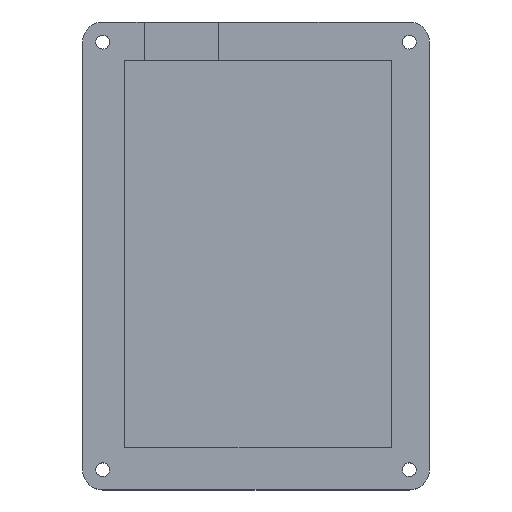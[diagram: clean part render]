
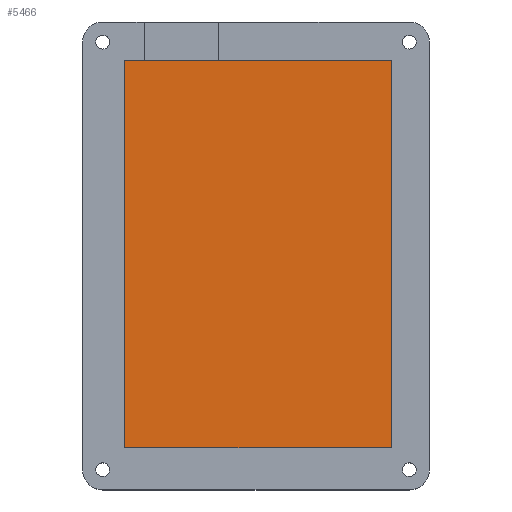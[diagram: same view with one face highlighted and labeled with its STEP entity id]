
A CAD part, top view. The second image highlights one B-rep face of the part: STEP entity #5466.
In plain terms, the highlighted planar face has unit normal (0, 0, 1).
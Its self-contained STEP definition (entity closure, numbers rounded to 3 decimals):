
#889=FACE_OUTER_BOUND('',#1210,.T.);
#1210=EDGE_LOOP('',(#5010,#5011,#5012,#5013));
#1651=LINE('',#10970,#2086);
#1652=LINE('',#10972,#2087);
#1653=LINE('',#10974,#2088);
#1654=LINE('',#10975,#2089);
#2086=VECTOR('',#6295,10.);
#2087=VECTOR('',#6296,10.);
#2088=VECTOR('',#6297,10.);
#2089=VECTOR('',#6298,10.);
#2632=VERTEX_POINT('',#10968);
#2633=VERTEX_POINT('',#10969);
#2634=VERTEX_POINT('',#10971);
#2635=VERTEX_POINT('',#10973);
#3433=EDGE_CURVE('',#2632,#2633,#1651,.T.);
#3434=EDGE_CURVE('',#2634,#2632,#1652,.T.);
#3435=EDGE_CURVE('',#2635,#2634,#1653,.T.);
#3436=EDGE_CURVE('',#2633,#2635,#1654,.T.);
#5010=ORIENTED_EDGE('',*,*,#3433,.F.);
#5011=ORIENTED_EDGE('',*,*,#3434,.F.);
#5012=ORIENTED_EDGE('',*,*,#3435,.F.);
#5013=ORIENTED_EDGE('',*,*,#3436,.F.);
#5179=PLANE('',#5614);
#5466=ADVANCED_FACE('',(#889),#5179,.T.);
#5614=AXIS2_PLACEMENT_3D('',#10967,#6293,#6294);
#6293=DIRECTION('center_axis',(0.,0.,1.));
#6294=DIRECTION('ref_axis',(1.,0.,0.));
#6295=DIRECTION('',(0.,1.,0.));
#6296=DIRECTION('',(-1.,0.,0.));
#6297=DIRECTION('',(0.,-1.,0.));
#6298=DIRECTION('',(1.,0.,0.));
#10967=CARTESIAN_POINT('Origin',(33.,48.,3.));
#10968=CARTESIAN_POINT('',(0.,0.,3.));
#10969=CARTESIAN_POINT('',(0.,96.,3.));
#10970=CARTESIAN_POINT('',(0.,24.,3.));
#10971=CARTESIAN_POINT('',(66.,0.,3.));
#10972=CARTESIAN_POINT('',(49.5,0.,3.));
#10973=CARTESIAN_POINT('',(66.,96.,3.));
#10974=CARTESIAN_POINT('',(66.,72.,3.));
#10975=CARTESIAN_POINT('',(16.5,96.,3.));
